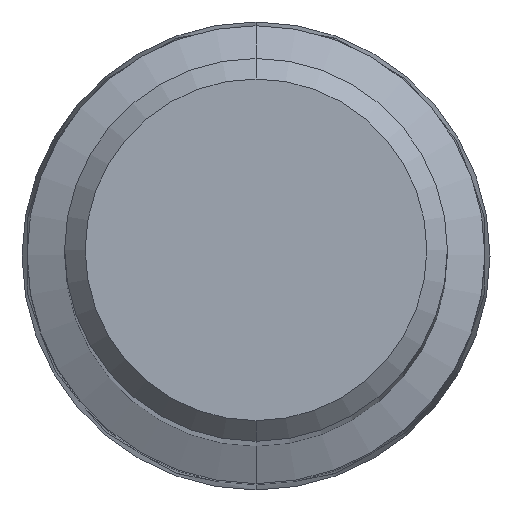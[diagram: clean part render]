
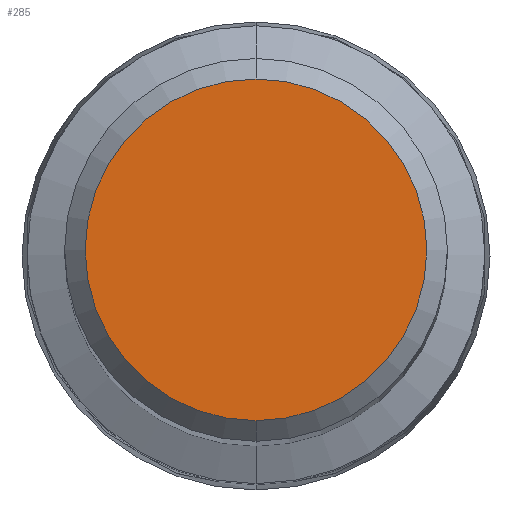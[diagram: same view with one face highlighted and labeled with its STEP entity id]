
A CAD part, top view. The second image highlights one B-rep face of the part: STEP entity #285.
In plain terms, the highlighted planar face has unit normal (0, 0, 1).
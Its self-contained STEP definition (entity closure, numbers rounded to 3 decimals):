
#145=EDGE_CURVE('',#149,#189,#349,.T.);
#149=VERTEX_POINT('',#353);
#189=VERTEX_POINT('',#397);
#225=EDGE_CURVE('',#189,#149,#437,.T.);
#285=ADVANCED_FACE('',(#505),#506,.T.);
#349=CIRCLE('',#571,4.15);
#353=CARTESIAN_POINT('',(0.,-4.15,0.0));
#397=CARTESIAN_POINT('',(0.0,4.15,0.0));
#437=CIRCLE('',#686,4.15);
#505=FACE_OUTER_BOUND('',#773,.T.);
#506=PLANE('',#774);
#571=AXIS2_PLACEMENT_3D('',#842,#843,#844);
#686=AXIS2_PLACEMENT_3D('',#944,#945,#946);
#773=EDGE_LOOP('',(#1032,#1033));
#774=AXIS2_PLACEMENT_3D('',#1034,#1035,#1036);
#842=CARTESIAN_POINT('',(0.0,0.0,0.0));
#843=DIRECTION('',(0.0,0.0,-1.0));
#844=DIRECTION('',(0.0,1.0,0.0));
#944=CARTESIAN_POINT('',(0.0,0.0,0.0));
#945=DIRECTION('',(0.0,0.0,-1.0));
#946=DIRECTION('',(0.0,1.0,0.0));
#1032=ORIENTED_EDGE('',*,*,#225,.F.);
#1033=ORIENTED_EDGE('',*,*,#145,.F.);
#1034=CARTESIAN_POINT('',(0.0,2.075,0.0));
#1035=DIRECTION('',(-0.0,0.0,1.0));
#1036=DIRECTION('',(0.0,-1.0,0.0));
